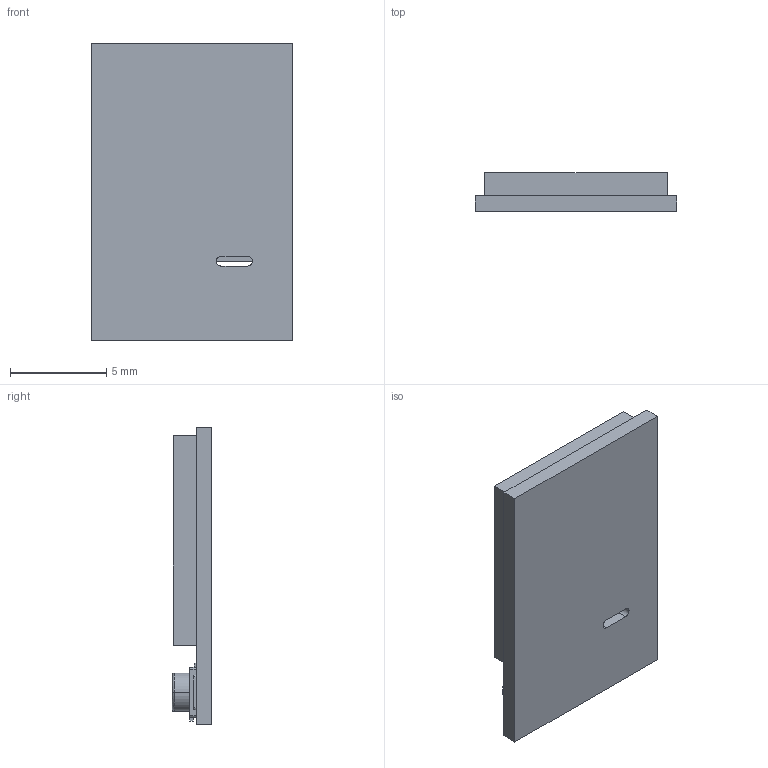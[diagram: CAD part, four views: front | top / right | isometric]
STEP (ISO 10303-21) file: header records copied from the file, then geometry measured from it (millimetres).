
FILE_DESCRIPTION((''),'2;1');
FILE_NAME('MDBT50Q-P','2018-06-17T',('Jack'),(''),'PRO/ENGINEER BY PARAMETRIC TECHNOLOGY CORPORATION, 2012230','PRO/ENGINEER BY PARAMETRIC TECHNOLOGY CORPORATION, 2012230','');
FILE_SCHEMA(('CONFIG_CONTROL_DESIGN'));
Length unit declared in the file: millimetre
Products named in the file (1): MDBT50Q-P
Bounding box: 10.5 x 2.05 x 15.5 mm (x, y, z)
Volume: 257.4 mm3; surface area: 433.7 mm2
Topology: 1 solids, 1 shells, 57 faces, 149 edges, 96 vertices
Faces by surface type: plane 38, cylinder 15, torus 2, sphere 2
Entity records: 1773 total; most frequent: CARTESIAN_POINT 300, DIRECTION 299, ORIENTED_EDGE 294, EDGE_CURVE 147, VECTOR 109, LINE 109, VERTEX_POINT 96, AXIS2_PLACEMENT_3D 95
